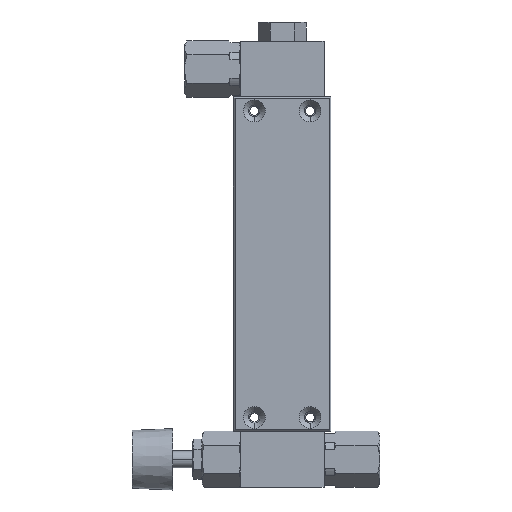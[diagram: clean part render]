
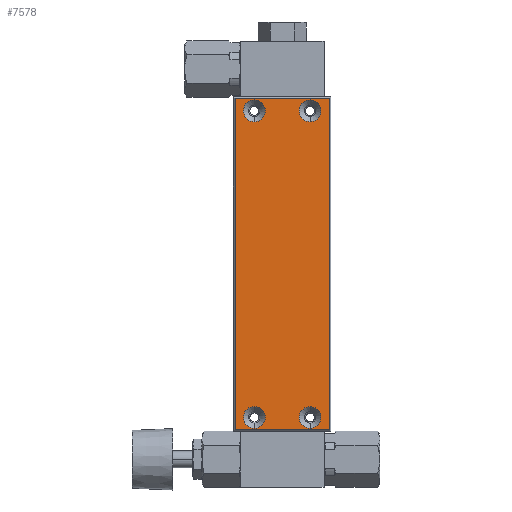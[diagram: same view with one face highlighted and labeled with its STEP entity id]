
A CAD part, top view. The second image highlights one B-rep face of the part: STEP entity #7578.
In plain terms, the highlighted planar face has unit normal (0, 0, 1).
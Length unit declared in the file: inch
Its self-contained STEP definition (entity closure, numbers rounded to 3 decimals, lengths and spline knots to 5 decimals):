
#117 = CARTESIAN_POINT ( 'NONE',  ( -0.84375, 4., 0.875 ) ) ;
#346 = DIRECTION ( 'NONE',  ( 0., 1., 0. ) ) ;
#554 = ORIENTED_EDGE ( 'NONE', *, *, #7584, .T. ) ;
#563 = DIRECTION ( 'NONE',  ( 0., 1., 0. ) ) ;
#653 = VERTEX_POINT ( 'NONE', #6901 ) ;
#733 = DIRECTION ( 'NONE',  ( 0., 1., 0. ) ) ;
#744 = CARTESIAN_POINT ( 'NONE',  ( 0.875, 1.03125, 0.875 ) ) ;
#839 = CARTESIAN_POINT ( 'NONE',  ( 0.5, 6.75, 0.875 ) ) ;
#975 = ORIENTED_EDGE ( 'NONE', *, *, #3948, .T. ) ;
#983 = CIRCLE ( 'NONE', #5746, 0.1955 ) ;
#1056 = EDGE_CURVE ( 'NONE', #8828, #8633, #3667, .T. ) ;
#1144 = VECTOR ( 'NONE', #346, 39.37008 ) ;
#1319 = ORIENTED_EDGE ( 'NONE', *, *, #1056, .T. ) ;
#1322 = FACE_BOUND ( 'NONE', #8887, .T. ) ;
#1582 = DIRECTION ( 'NONE',  ( 0., 1., 0. ) ) ;
#1760 = CARTESIAN_POINT ( 'NONE',  ( 0.84375, 4., 0.875 ) ) ;
#1964 = CARTESIAN_POINT ( 'NONE',  ( 0.84375, 1.03125, 0.875 ) ) ;
#2176 = LINE ( 'NONE', #744, #7929 ) ;
#2251 = EDGE_CURVE ( 'NONE', #653, #8362, #7298, .T. ) ;
#2299 = DIRECTION ( 'NONE',  ( 0., -1., 0. ) ) ;
#2391 = AXIS2_PLACEMENT_3D ( 'NONE', #7998, #7938, #7916 ) ;
#2791 = DIRECTION ( 'NONE',  ( 0., 0., -1. ) ) ;
#2919 = DIRECTION ( 'NONE',  ( 1., 0., 0. ) ) ;
#2934 = CARTESIAN_POINT ( 'NONE',  ( 0.875, 6.96875, 0.875 ) ) ;
#3054 = EDGE_LOOP ( 'NONE', ( #554, #7510, #6887, #3498 ) ) ;
#3322 = FACE_BOUND ( 'NONE', #9323, .T. ) ;
#3371 = DIRECTION ( 'NONE',  ( 0., 0., -1. ) ) ;
#3381 = DIRECTION ( 'NONE',  ( 0., 0., -1. ) ) ;
#3498 = ORIENTED_EDGE ( 'NONE', *, *, #7470, .T. ) ;
#3538 = FACE_BOUND ( 'NONE', #5489, .T. ) ;
#3667 = CIRCLE ( 'NONE', #6336, 0.1955 ) ;
#3680 = DIRECTION ( 'NONE',  ( -1., 0., 0. ) ) ;
#3818 = AXIS2_PLACEMENT_3D ( 'NONE', #839, #6056, #1582 ) ;
#3948 = EDGE_CURVE ( 'NONE', #5823, #5394, #5953, .T. ) ;
#4016 = AXIS2_PLACEMENT_3D ( 'NONE', #9671, #5209, #733 ) ;
#4030 = VECTOR ( 'NONE', #3680, 39.37008 ) ;
#4290 = CARTESIAN_POINT ( 'NONE',  ( 0.5, 1.0545, 0.875 ) ) ;
#4404 = AXIS2_PLACEMENT_3D ( 'NONE', #7301, #2791, #8024 ) ;
#4543 = CARTESIAN_POINT ( 'NONE',  ( 0.875, 4., 0.875 ) ) ;
#4570 = DIRECTION ( 'NONE',  ( 1., 0., 0. ) ) ;
#4723 = ORIENTED_EDGE ( 'NONE', *, *, #8371, .T. ) ;
#4856 = AXIS2_PLACEMENT_3D ( 'NONE', #7857, #3371, #8614 ) ;
#4894 = LINE ( 'NONE', #1760, #1144 ) ;
#5027 = DIRECTION ( 'NONE',  ( 0., 0., -1. ) ) ;
#5068 = EDGE_CURVE ( 'NONE', #5504, #7409, #5782, .T. ) ;
#5143 = DIRECTION ( 'NONE',  ( 0., 0., -1. ) ) ;
#5209 = DIRECTION ( 'NONE',  ( 0., 0., -1. ) ) ;
#5315 = FACE_BOUND ( 'NONE', #8621, .T. ) ;
#5394 = VERTEX_POINT ( 'NONE', #9020 ) ;
#5489 = EDGE_LOOP ( 'NONE', ( #975, #8165 ) ) ;
#5504 = VERTEX_POINT ( 'NONE', #6929 ) ;
#5650 = VERTEX_POINT ( 'NONE', #6821 ) ;
#5746 = AXIS2_PLACEMENT_3D ( 'NONE', #9474, #5027, #563 ) ;
#5782 = CIRCLE ( 'NONE', #3818, 0.1955 ) ;
#5823 = VERTEX_POINT ( 'NONE', #6309 ) ;
#5953 = CIRCLE ( 'NONE', #7257, 0.1955 ) ;
#6010 = LINE ( 'NONE', #2934, #4030 ) ;
#6056 = DIRECTION ( 'NONE',  ( 0., 0., -1. ) ) ;
#6254 = EDGE_CURVE ( 'NONE', #7153, #8438, #4894, .T. ) ;
#6309 = CARTESIAN_POINT ( 'NONE',  ( -0.5, 6.9455, 0.875 ) ) ;
#6336 = AXIS2_PLACEMENT_3D ( 'NONE', #8737, #5143, #7931 ) ;
#6429 = EDGE_CURVE ( 'NONE', #8471, #7153, #2176, .T. ) ;
#6582 = AXIS2_PLACEMENT_3D ( 'NONE', #4543, #9023, #4570 ) ;
#6643 = CARTESIAN_POINT ( 'NONE',  ( 0.84375, 6.96875, 0.875 ) ) ;
#6821 = CARTESIAN_POINT ( 'NONE',  ( -0.84375, 6.96875, 0.875 ) ) ;
#6846 = VECTOR ( 'NONE', #2299, 39.37008 ) ;
#6887 = ORIENTED_EDGE ( 'NONE', *, *, #6254, .T. ) ;
#6901 = CARTESIAN_POINT ( 'NONE',  ( 0.5, 1.4455, 0.875 ) ) ;
#6929 = CARTESIAN_POINT ( 'NONE',  ( 0.5, 6.9455, 0.875 ) ) ;
#7090 = LINE ( 'NONE', #117, #6846 ) ;
#7153 = VERTEX_POINT ( 'NONE', #1964 ) ;
#7257 = AXIS2_PLACEMENT_3D ( 'NONE', #7972, #3381, #8589 ) ;
#7298 = CIRCLE ( 'NONE', #2391, 0.1955 ) ;
#7301 = CARTESIAN_POINT ( 'NONE',  ( 0.5, 1.25, 0.875 ) ) ;
#7409 = VERTEX_POINT ( 'NONE', #9593 ) ;
#7470 = EDGE_CURVE ( 'NONE', #8438, #5650, #6010, .T. ) ;
#7510 = ORIENTED_EDGE ( 'NONE', *, *, #6429, .T. ) ;
#7551 = PLANE ( 'NONE',  #6582 ) ;
#7578 = ADVANCED_FACE ( 'NONE', ( #5315, #1322, #3538, #3322, #9032 ), #7551, .T. ) ;
#7584 = EDGE_CURVE ( 'NONE', #5650, #8471, #7090, .T. ) ;
#7743 = CIRCLE ( 'NONE', #4404, 0.1955 ) ;
#7785 = ORIENTED_EDGE ( 'NONE', *, *, #7889, .T. ) ;
#7857 = CARTESIAN_POINT ( 'NONE',  ( -0.5, 6.75, 0.875 ) ) ;
#7889 = EDGE_CURVE ( 'NONE', #7409, #5504, #983, .T. ) ;
#7916 = DIRECTION ( 'NONE',  ( 0., 1., 0. ) ) ;
#7929 = VECTOR ( 'NONE', #2919, 39.37008 ) ;
#7931 = DIRECTION ( 'NONE',  ( 0., 1., 0. ) ) ;
#7938 = DIRECTION ( 'NONE',  ( 0., 0., -1. ) ) ;
#7962 = ORIENTED_EDGE ( 'NONE', *, *, #5068, .T. ) ;
#7972 = CARTESIAN_POINT ( 'NONE',  ( -0.5, 6.75, 0.875 ) ) ;
#7998 = CARTESIAN_POINT ( 'NONE',  ( 0.5, 1.25, 0.875 ) ) ;
#8024 = DIRECTION ( 'NONE',  ( 0., 1., 0. ) ) ;
#8165 = ORIENTED_EDGE ( 'NONE', *, *, #8235, .T. ) ;
#8235 = EDGE_CURVE ( 'NONE', #5394, #5823, #8675, .T. ) ;
#8362 = VERTEX_POINT ( 'NONE', #4290 ) ;
#8371 = EDGE_CURVE ( 'NONE', #8362, #653, #7743, .T. ) ;
#8438 = VERTEX_POINT ( 'NONE', #6643 ) ;
#8460 = EDGE_CURVE ( 'NONE', #8633, #8828, #8556, .T. ) ;
#8471 = VERTEX_POINT ( 'NONE', #8911 ) ;
#8556 = CIRCLE ( 'NONE', #4016, 0.1955 ) ;
#8589 = DIRECTION ( 'NONE',  ( 0., 1., 0. ) ) ;
#8614 = DIRECTION ( 'NONE',  ( 0., 1., 0. ) ) ;
#8621 = EDGE_LOOP ( 'NONE', ( #1319, #8924 ) ) ;
#8633 = VERTEX_POINT ( 'NONE', #9334 ) ;
#8675 = CIRCLE ( 'NONE', #4856, 0.1955 ) ;
#8737 = CARTESIAN_POINT ( 'NONE',  ( -0.5, 1.25, 0.875 ) ) ;
#8828 = VERTEX_POINT ( 'NONE', #8881 ) ;
#8881 = CARTESIAN_POINT ( 'NONE',  ( -0.5, 1.4455, 0.875 ) ) ;
#8887 = EDGE_LOOP ( 'NONE', ( #9304, #4723 ) ) ;
#8911 = CARTESIAN_POINT ( 'NONE',  ( -0.84375, 1.03125, 0.875 ) ) ;
#8924 = ORIENTED_EDGE ( 'NONE', *, *, #8460, .T. ) ;
#9020 = CARTESIAN_POINT ( 'NONE',  ( -0.5, 6.5545, 0.875 ) ) ;
#9023 = DIRECTION ( 'NONE',  ( 0., 0., 1. ) ) ;
#9032 = FACE_OUTER_BOUND ( 'NONE', #3054, .T. ) ;
#9304 = ORIENTED_EDGE ( 'NONE', *, *, #2251, .T. ) ;
#9323 = EDGE_LOOP ( 'NONE', ( #7962, #7785 ) ) ;
#9334 = CARTESIAN_POINT ( 'NONE',  ( -0.5, 1.0545, 0.875 ) ) ;
#9474 = CARTESIAN_POINT ( 'NONE',  ( 0.5, 6.75, 0.875 ) ) ;
#9593 = CARTESIAN_POINT ( 'NONE',  ( 0.5, 6.5545, 0.875 ) ) ;
#9671 = CARTESIAN_POINT ( 'NONE',  ( -0.5, 1.25, 0.875 ) ) ;
